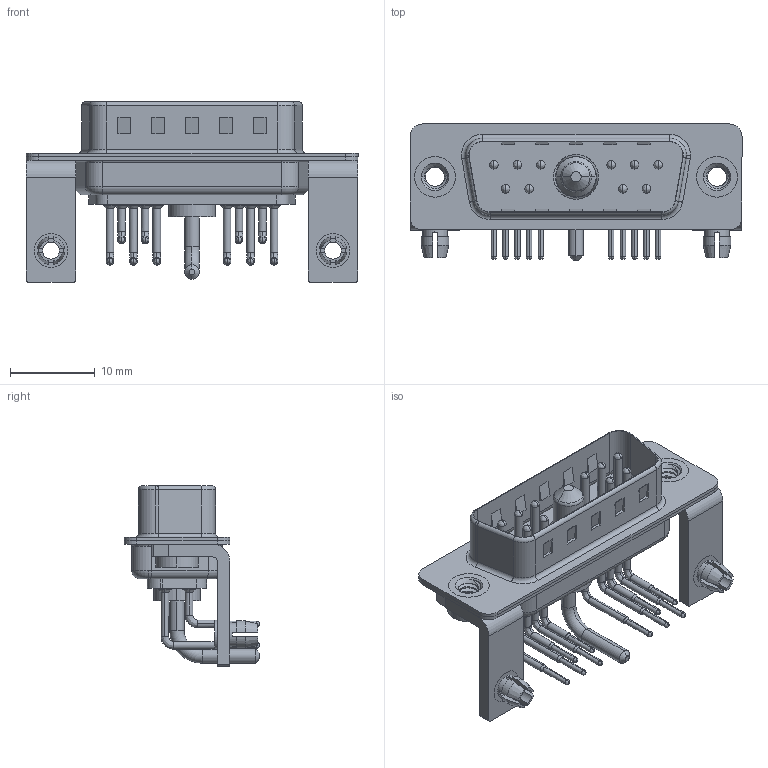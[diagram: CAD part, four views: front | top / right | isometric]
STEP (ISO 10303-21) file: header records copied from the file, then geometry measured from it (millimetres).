
FILE_DESCRIPTION (( 'STEP AP203' ), '1' );
FILE_NAME ('629-11W1240-1NB.STEP', '2022-05-06T19:51:42', ( '' ), ( '' ), 'SwSTEP 2.0', 'SolidWorks 2020', '' );
FILE_SCHEMA (( 'CONFIG_CONTROL_DESIGN' ));
Length unit declared in the file: millimetre
Products named in the file (10): 629-11W1240-1NB; Power Pin_10A RA; 629Combo Housing_11W1; 629Combo Shell Front_15 Contacts; 629Combo Contact Row 1; 629Combo Contact Row 2; 629Combo Stabilizer Bracket; 629Combo Threaded Rivet_2; 629Combo Shell Rear_15 Contacts; 629Combo Board Lock
Assembly tree (20 placements, depth 2):
  629-11W1240-1NB
    629Combo Housing_11W1
    629Combo Shell Rear_15 Contacts
    629Combo Shell Front_15 Contacts
    629Combo Threaded Rivet_2  x2
    629Combo Stabilizer Bracket  x2
    629Combo Board Lock  x2
    Power Pin_10A RA
    629Combo Contact Row 1  x6
    629Combo Contact Row 2  x4
Bounding box: 39.2 x 16.05 x 21.3 mm (x, y, z)
Volume: 2353.2 mm3; surface area: 6035.2 mm2
Topology: 21 solids, 24 shells, 1636 faces, 4454 edges, 2884 vertices
Faces by surface type: plane 866, cylinder 574, cone 75, bspline 67, torus 54
Entity records: 24881 total; most frequent: CARTESIAN_POINT 5557, DIRECTION 3912, ORIENTED_EDGE 3662, EDGE_CURVE 1831, AXIS2_PLACEMENT_3D 1416, VERTEX_POINT 1180, LINE 1080, VECTOR 1080
